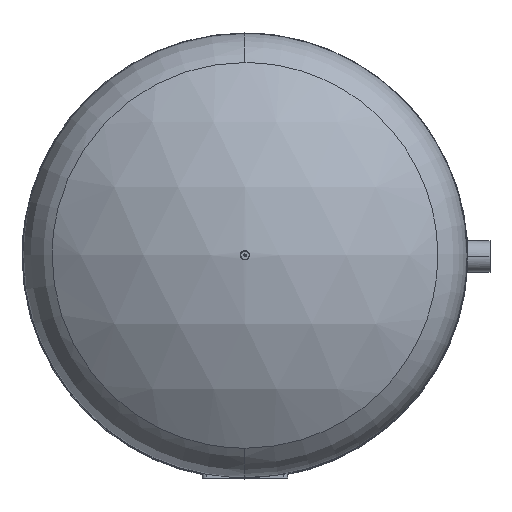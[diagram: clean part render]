
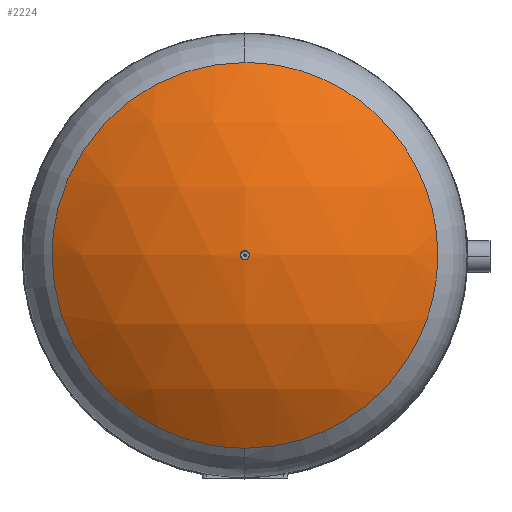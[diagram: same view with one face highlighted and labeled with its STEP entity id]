
A CAD part, top view. The second image highlights one B-rep face of the part: STEP entity #2224.
In plain terms, the highlighted spherical face has radius 354 mm.
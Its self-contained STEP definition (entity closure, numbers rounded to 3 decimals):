
#1837=CARTESIAN_POINT('Vertex',(0.,-4.999,875.965)) ;
#1853=CARTESIAN_POINT('Vertex',(0.,4.999,875.965)) ;
#1857=CARTESIAN_POINT('Control Point',(0.,4.999,875.965)) ;
#1858=CARTESIAN_POINT('Control Point',(-0.881,4.999,875.965)) ;
#1859=CARTESIAN_POINT('Control Point',(-1.762,4.805,875.965)) ;
#1860=CARTESIAN_POINT('Control Point',(-2.586,4.416,875.965)) ;
#1861=CARTESIAN_POINT('Control Point',(-4.007,3.304,875.965)) ;
#1862=CARTESIAN_POINT('Control Point',(-4.828,1.697,875.965)) ;
#1863=CARTESIAN_POINT('Control Point',(-5.053,0.813,875.965)) ;
#1864=CARTESIAN_POINT('Control Point',(-5.11,-1.5,875.965)) ;
#1865=CARTESIAN_POINT('Control Point',(-3.914,-3.57,875.965)) ;
#1866=CARTESIAN_POINT('Control Point',(-2.757,-4.524,875.965)) ;
#1867=CARTESIAN_POINT('Control Point',(-1.378,-4.999,875.965)) ;
#1868=CARTESIAN_POINT('Control Point',(0.,-4.999,875.965)) ;
#1892=CARTESIAN_POINT('Control Point',(0.,-4.999,875.965)) ;
#1893=CARTESIAN_POINT('Control Point',(0.881,-4.999,875.965)) ;
#1894=CARTESIAN_POINT('Control Point',(1.762,-4.805,875.965)) ;
#1895=CARTESIAN_POINT('Control Point',(2.586,-4.416,875.965)) ;
#1896=CARTESIAN_POINT('Control Point',(4.007,-3.304,875.965)) ;
#1897=CARTESIAN_POINT('Control Point',(4.828,-1.697,875.965)) ;
#1898=CARTESIAN_POINT('Control Point',(5.053,-0.813,875.965)) ;
#1899=CARTESIAN_POINT('Control Point',(5.11,1.5,875.965)) ;
#1900=CARTESIAN_POINT('Control Point',(3.914,3.57,875.965)) ;
#1901=CARTESIAN_POINT('Control Point',(2.757,4.524,875.965)) ;
#1902=CARTESIAN_POINT('Control Point',(1.378,4.999,875.965)) ;
#1903=CARTESIAN_POINT('Control Point',(0.,4.999,875.965)) ;
#2095=CARTESIAN_POINT('Vertex',(0.,-208.573,808.03)) ;
#2122=CARTESIAN_POINT('Vertex',(0.,208.573,808.03)) ;
#2126=CARTESIAN_POINT('Control Point',(0.,-208.573,808.03)) ;
#2127=CARTESIAN_POINT('Control Point',(16.381,-208.573,808.03)) ;
#2128=CARTESIAN_POINT('Control Point',(32.763,-206.965,808.03)) ;
#2129=CARTESIAN_POINT('Control Point',(48.933,-203.748,808.03)) ;
#2130=CARTESIAN_POINT('Control Point',(80.433,-194.182,808.03)) ;
#2131=CARTESIAN_POINT('Control Point',(109.471,-178.673,808.03)) ;
#2132=CARTESIAN_POINT('Control Point',(123.18,-169.513,808.03)) ;
#2133=CARTESIAN_POINT('Control Point',(148.621,-148.621,808.03)) ;
#2134=CARTESIAN_POINT('Control Point',(169.513,-123.18,808.03)) ;
#2135=CARTESIAN_POINT('Control Point',(178.673,-109.471,808.03)) ;
#2136=CARTESIAN_POINT('Control Point',(194.182,-80.433,808.03)) ;
#2137=CARTESIAN_POINT('Control Point',(203.748,-48.933,808.03)) ;
#2138=CARTESIAN_POINT('Control Point',(206.965,-32.763,808.03)) ;
#2139=CARTESIAN_POINT('Control Point',(210.181,0.,808.03)) ;
#2140=CARTESIAN_POINT('Control Point',(206.965,32.763,808.03)) ;
#2141=CARTESIAN_POINT('Control Point',(203.748,48.933,808.03)) ;
#2142=CARTESIAN_POINT('Control Point',(194.182,80.433,808.03)) ;
#2143=CARTESIAN_POINT('Control Point',(178.673,109.471,808.03)) ;
#2144=CARTESIAN_POINT('Control Point',(169.513,123.18,808.03)) ;
#2145=CARTESIAN_POINT('Control Point',(148.621,148.621,808.03)) ;
#2146=CARTESIAN_POINT('Control Point',(123.18,169.513,808.03)) ;
#2147=CARTESIAN_POINT('Control Point',(109.471,178.673,808.03)) ;
#2148=CARTESIAN_POINT('Control Point',(80.433,194.182,808.03)) ;
#2149=CARTESIAN_POINT('Control Point',(48.933,203.748,808.03)) ;
#2150=CARTESIAN_POINT('Control Point',(32.763,206.965,808.03)) ;
#2151=CARTESIAN_POINT('Control Point',(16.381,208.573,808.03)) ;
#2152=CARTESIAN_POINT('Control Point',(0.,208.573,808.03)) ;
#2162=CARTESIAN_POINT('Axis2P3D Location',(0.,0.,522.)) ;
#2168=CARTESIAN_POINT('Control Point',(-208.573,0.,808.03)) ;
#2169=CARTESIAN_POINT('Control Point',(-208.573,-18.226,808.031)) ;
#2170=CARTESIAN_POINT('Control Point',(-206.581,-37.37,808.03)) ;
#2171=CARTESIAN_POINT('Control Point',(-202.21,-56.879,808.022)) ;
#2172=CARTESIAN_POINT('Control Point',(-191.207,-87.525,808.031)) ;
#2173=CARTESIAN_POINT('Control Point',(-173.819,-116.281,808.034)) ;
#2174=CARTESIAN_POINT('Control Point',(-166.545,-126.478,808.039)) ;
#2175=CARTESIAN_POINT('Control Point',(-152.176,-143.761,808.023)) ;
#2176=CARTESIAN_POINT('Control Point',(-135.577,-158.951,808.036)) ;
#2177=CARTESIAN_POINT('Control Point',(-127.894,-165.191,808.037)) ;
#2178=CARTESIAN_POINT('Control Point',(-112.128,-176.54,808.024)) ;
#2179=CARTESIAN_POINT('Control Point',(-95.345,-185.854,808.037)) ;
#2180=CARTESIAN_POINT('Control Point',(-86.899,-189.941,808.037)) ;
#2181=CARTESIAN_POINT('Control Point',(-69.153,-197.358,808.023)) ;
#2182=CARTESIAN_POINT('Control Point',(-51.131,-202.543,808.038)) ;
#2183=CARTESIAN_POINT('Control Point',(-41.812,-204.657,808.037)) ;
#2184=CARTESIAN_POINT('Control Point',(-27.729,-207.037,808.027)) ;
#2185=CARTESIAN_POINT('Control Point',(-13.925,-208.187,808.031)) ;
#2186=CARTESIAN_POINT('Control Point',(-9.235,-208.447,808.03)) ;
#2187=CARTESIAN_POINT('Control Point',(-4.591,-208.573,808.03)) ;
#2188=CARTESIAN_POINT('Control Point',(0.,-208.573,808.03)) ;
#2189=CARTESIAN_POINT('Vertex',(-208.573,0.,808.03)) ;
#2193=CARTESIAN_POINT('Control Point',(0.,208.573,808.03)) ;
#2194=CARTESIAN_POINT('Control Point',(-9.101,208.573,808.03)) ;
#2195=CARTESIAN_POINT('Control Point',(-18.417,208.068,808.036)) ;
#2196=CARTESIAN_POINT('Control Point',(-27.881,207.029,808.037)) ;
#2197=CARTESIAN_POINT('Control Point',(-46.186,203.951,808.024)) ;
#2198=CARTESIAN_POINT('Control Point',(-64.61,198.624,808.036)) ;
#2199=CARTESIAN_POINT('Control Point',(-73.374,195.567,808.037)) ;
#2200=CARTESIAN_POINT('Control Point',(-90.766,188.396,808.023)) ;
#2201=CARTESIAN_POINT('Control Point',(-107.524,179.098,808.037)) ;
#2202=CARTESIAN_POINT('Control Point',(-115.705,173.933,808.037)) ;
#2203=CARTESIAN_POINT('Control Point',(-132.639,161.821,808.023)) ;
#2204=CARTESIAN_POINT('Control Point',(-148.001,147.582,808.038)) ;
#2205=CARTESIAN_POINT('Control Point',(-155.681,139.463,808.036)) ;
#2206=CARTESIAN_POINT('Control Point',(-173.292,118.146,808.024)) ;
#2207=CARTESIAN_POINT('Control Point',(-186.967,94.531,808.037)) ;
#2208=CARTESIAN_POINT('Control Point',(-193.64,79.884,808.035)) ;
#2209=CARTESIAN_POINT('Control Point',(-202.322,54.71,808.028)) ;
#2210=CARTESIAN_POINT('Control Point',(-206.829,29.722,808.03)) ;
#2211=CARTESIAN_POINT('Control Point',(-208.012,19.618,808.029)) ;
#2212=CARTESIAN_POINT('Control Point',(-208.573,9.69,808.031)) ;
#2213=CARTESIAN_POINT('Control Point',(-208.573,0.,808.03)) ;
#2163=DIRECTION('Axis2P3D Direction',(0.,-1.,0.)) ;
#2164=DIRECTION('Axis2P3D XDirection',(0.589,0.,-0.808)) ;
#2165=AXIS2_PLACEMENT_3D('Sphere Axis2P3D',#2162,#2163,#2164) ;
#2216=ORIENTED_EDGE('',*,*,#2191,.T.) ;
#2217=ORIENTED_EDGE('',*,*,#2153,.T.) ;
#2218=ORIENTED_EDGE('',*,*,#2214,.T.) ;
#2221=ORIENTED_EDGE('',*,*,#1869,.F.) ;
#2222=ORIENTED_EDGE('',*,*,#1904,.F.) ;
#2223=FACE_BOUND('',#2220,.T.) ;
#2224=ADVANCED_FACE('Solido1',(#2219,#2223),#2166,.T.) ;
#1856=B_SPLINE_CURVE_WITH_KNOTS('',5,(#1857,#1858,#1859,#1860,#1861,#1862,#1863,#1864,#1865,#1866,#1867,#1868),.UNSPECIFIED.,.F.,.U.,(6,3,3,6),(0.,5.927,11.857,21.13),.UNSPECIFIED.) ;
#1891=B_SPLINE_CURVE_WITH_KNOTS('',5,(#1892,#1893,#1894,#1895,#1896,#1897,#1898,#1899,#1900,#1901,#1902,#1903),.UNSPECIFIED.,.F.,.U.,(6,3,3,6),(0.,5.927,11.857,21.13),.UNSPECIFIED.) ;
#2125=B_SPLINE_CURVE_WITH_KNOTS('',5,(#2126,#2127,#2128,#2129,#2130,#2131,#2132,#2133,#2134,#2135,#2136,#2137,#2138,#2139,#2140,#2141,#2142,#2143,#2144,#2145,#2146,#2147,#2148,#2149,#2150,#2151,#2152),.UNSPECIFIED.,.F.,.U.,(6,3,3,3,3,3,3,3,6),(1.571,1.963,2.356,2.749,3.142,3.534,3.927,4.32,4.712),.UNSPECIFIED.) ;
#2167=B_SPLINE_CURVE_WITH_KNOTS('',5,(#2168,#2169,#2170,#2171,#2172,#2173,#2174,#2175,#2176,#2177,#2178,#2179,#2180,#2181,#2182,#2183,#2184,#2185,#2186,#2187,#2188),.UNSPECIFIED.,.F.,.U.,(6,3,3,3,3,3,6),(0.,0.485,0.771,0.995,1.214,1.449,1.571),.UNSPECIFIED.) ;
#2192=B_SPLINE_CURVE_WITH_KNOTS('',5,(#2193,#2194,#2195,#2196,#2197,#2198,#2199,#2200,#2201,#2202,#2203,#2204,#2205,#2206,#2207,#2208,#2209,#2210,#2211,#2212,#2213),.UNSPECIFIED.,.F.,.U.,(6,3,3,3,3,3,6),(4.712,4.955,5.176,5.398,5.651,6.025,6.283),.UNSPECIFIED.) ;
#1869=EDGE_CURVE('',#1854,#1838,#1856,.T.) ;
#1904=EDGE_CURVE('',#1838,#1854,#1891,.T.) ;
#2153=EDGE_CURVE('',#2096,#2123,#2125,.T.) ;
#2191=EDGE_CURVE('',#2190,#2096,#2167,.T.) ;
#2214=EDGE_CURVE('',#2123,#2190,#2192,.T.) ;
#2215=EDGE_LOOP('',(#2216,#2217,#2218)) ;
#2220=EDGE_LOOP('',(#2221,#2222)) ;
#2219=FACE_OUTER_BOUND('',#2215,.T.) ;
#2166=SPHERICAL_SURFACE('',#2165,354.) ;
#1838=VERTEX_POINT('',#1837) ;
#1854=VERTEX_POINT('',#1853) ;
#2096=VERTEX_POINT('',#2095) ;
#2123=VERTEX_POINT('',#2122) ;
#2190=VERTEX_POINT('',#2189) ;
